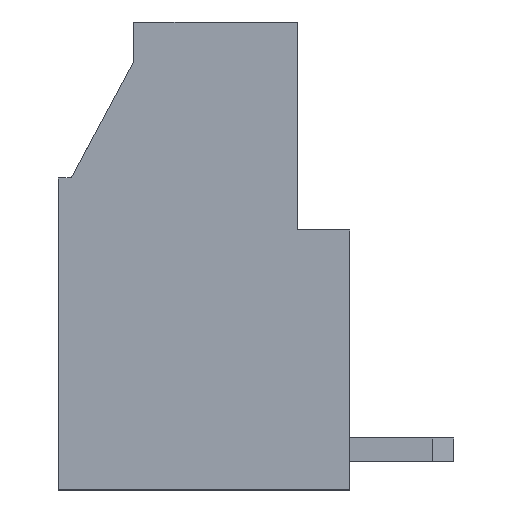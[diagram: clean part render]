
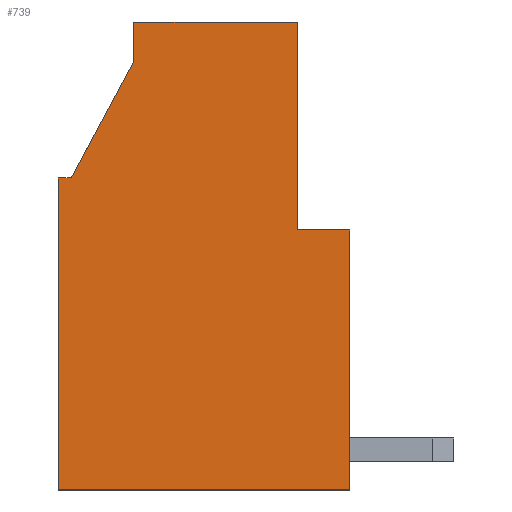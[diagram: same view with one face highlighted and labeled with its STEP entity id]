
A CAD part, front view. The second image highlights one B-rep face of the part: STEP entity #739.
In plain terms, the highlighted planar face has unit normal (0, -1, 0).
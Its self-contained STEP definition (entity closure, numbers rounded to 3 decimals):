
#739 = ADVANCED_FACE( '', ( #1693 ), #1694, .T. );
#1693 = FACE_OUTER_BOUND( '', #2905, .T. );
#1694 = PLANE( '', #2906 );
#2905 = EDGE_LOOP( '', ( #4876, #4877, #4878, #4879, #4880, #4881, #4882, #4883, #4884 ) );
#2906 = AXIS2_PLACEMENT_3D( '', #4885, #4886, #4887 );
#4876 = ORIENTED_EDGE( '', *, *, #8018, .F. );
#4877 = ORIENTED_EDGE( '', *, *, #8019, .F. );
#4878 = ORIENTED_EDGE( '', *, *, #8020, .F. );
#4879 = ORIENTED_EDGE( '', *, *, #8021, .F. );
#4880 = ORIENTED_EDGE( '', *, *, #8022, .F. );
#4881 = ORIENTED_EDGE( '', *, *, #8023, .F. );
#4882 = ORIENTED_EDGE( '', *, *, #8024, .T. );
#4883 = ORIENTED_EDGE( '', *, *, #7847, .T. );
#4884 = ORIENTED_EDGE( '', *, *, #8025, .T. );
#4885 = CARTESIAN_POINT( '', ( 11.37, 8.5, 20.06 ) );
#4886 = DIRECTION( '', ( 0., -1., 0. ) );
#4887 = DIRECTION( '', ( 1., 0., 0. ) );
#7847 = EDGE_CURVE( '', #9645, #9643, #9646, .T. );
#8018 = EDGE_CURVE( '', #9901, #9902, #9903, .T. );
#8019 = EDGE_CURVE( '', #9904, #9901, #9905, .T. );
#8020 = EDGE_CURVE( '', #9906, #9904, #9907, .T. );
#8021 = EDGE_CURVE( '', #9908, #9906, #9909, .T. );
#8022 = EDGE_CURVE( '', #9910, #9908, #9911, .T. );
#8023 = EDGE_CURVE( '', #9912, #9910, #9913, .T. );
#8024 = EDGE_CURVE( '', #9912, #9645, #9914, .T. );
#8025 = EDGE_CURVE( '', #9643, #9902, #9915, .T. );
#9643 = VERTEX_POINT( '', #12146 );
#9645 = VERTEX_POINT( '', #12149 );
#9646 = LINE( '', #12150, #12151 );
#9901 = VERTEX_POINT( '', #12523 );
#9902 = VERTEX_POINT( '', #12524 );
#9903 = LINE( '', #12525, #12526 );
#9904 = VERTEX_POINT( '', #12527 );
#9905 = LINE( '', #12528, #12529 );
#9906 = VERTEX_POINT( '', #12530 );
#9907 = LINE( '', #12531, #12532 );
#9908 = VERTEX_POINT( '', #12533 );
#9909 = LINE( '', #12534, #12535 );
#9910 = VERTEX_POINT( '', #12536 );
#9911 = LINE( '', #12537, #12538 );
#9912 = VERTEX_POINT( '', #12539 );
#9913 = LINE( '', #12540, #12541 );
#9914 = LINE( '', #12542, #12543 );
#9915 = LINE( '', #12544, #12545 );
#12146 = CARTESIAN_POINT( '', ( -4.85, 8.5, 13. ) );
#12149 = CARTESIAN_POINT( '', ( -2.45, 8.5, 17.5 ) );
#12150 = CARTESIAN_POINT( '', ( -10.503, 8.5, 2.4 ) );
#12151 = VECTOR( '', #14424, 1000. );
#12523 = CARTESIAN_POINT( '', ( -5.35, 8.5, 1. ) );
#12524 = CARTESIAN_POINT( '', ( -5.35, 8.5, 13. ) );
#12525 = CARTESIAN_POINT( '', ( -5.35, 8.5, 2.4 ) );
#12526 = VECTOR( '', #14578, 1000. );
#12527 = CARTESIAN_POINT( '', ( 5.85, 8.5, 1. ) );
#12528 = CARTESIAN_POINT( '', ( 6.85, 8.5, 1. ) );
#12529 = VECTOR( '', #14579, 1000. );
#12530 = CARTESIAN_POINT( '', ( 5.85, 8.5, 11. ) );
#12531 = CARTESIAN_POINT( '', ( 5.85, 8.5, 2.4 ) );
#12532 = VECTOR( '', #14580, 1000. );
#12533 = CARTESIAN_POINT( '', ( 3.85, 8.5, 11. ) );
#12534 = CARTESIAN_POINT( '', ( 6.85, 8.5, 11. ) );
#12535 = VECTOR( '', #14581, 1000. );
#12536 = CARTESIAN_POINT( '', ( 3.85, 8.5, 19. ) );
#12537 = CARTESIAN_POINT( '', ( 3.85, 8.5, 2.4 ) );
#12538 = VECTOR( '', #14582, 1000. );
#12539 = CARTESIAN_POINT( '', ( -2.45, 8.5, 19. ) );
#12540 = CARTESIAN_POINT( '', ( 6.85, 8.5, 19. ) );
#12541 = VECTOR( '', #14583, 1000. );
#12542 = CARTESIAN_POINT( '', ( -2.45, 8.5, 2.4 ) );
#12543 = VECTOR( '', #14584, 1000. );
#12544 = CARTESIAN_POINT( '', ( 6.85, 8.5, 13. ) );
#12545 = VECTOR( '', #14585, 1000. );
#14424 = DIRECTION( '', ( -0.471, 0., -0.882 ) );
#14578 = DIRECTION( '', ( 0., 0., 1. ) );
#14579 = DIRECTION( '', ( -1., 0., 0. ) );
#14580 = DIRECTION( '', ( 0., 0., -1. ) );
#14581 = DIRECTION( '', ( 1., 0., 0. ) );
#14582 = DIRECTION( '', ( 0., 0., -1. ) );
#14583 = DIRECTION( '', ( 1., 0., 0. ) );
#14584 = DIRECTION( '', ( 0., 0., -1. ) );
#14585 = DIRECTION( '', ( -1., 0., 0. ) );
